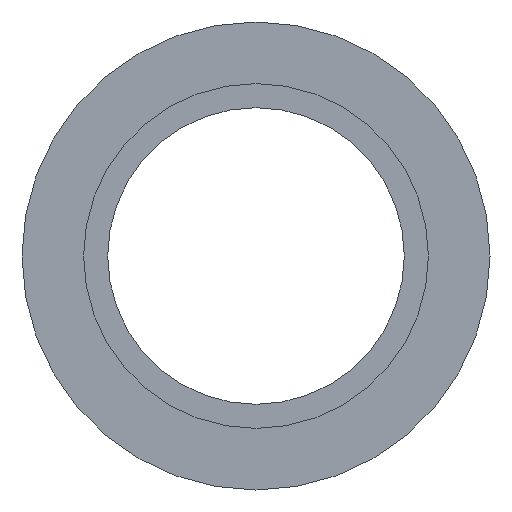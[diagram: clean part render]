
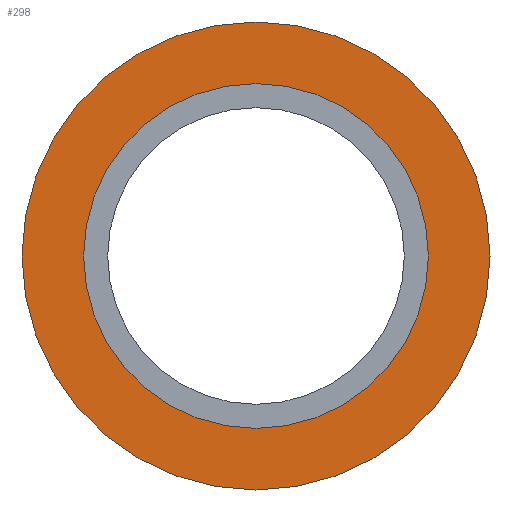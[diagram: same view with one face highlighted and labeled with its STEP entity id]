
A CAD part, left-side view. The second image highlights one B-rep face of the part: STEP entity #298.
In plain terms, the highlighted planar face has unit normal (-1, 0, 0).
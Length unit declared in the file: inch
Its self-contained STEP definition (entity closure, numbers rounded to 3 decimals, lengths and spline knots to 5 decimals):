
#25 = CARTESIAN_POINT ( 'NONE',  ( 0., 0., 1.378 ) ) ;
#28 = CIRCLE ( 'NONE', #240, 1.87 ) ;
#42 = CIRCLE ( 'NONE', #683, 1.378 ) ;
#55 = EDGE_LOOP ( 'NONE', ( #76, #307 ) ) ;
#76 = ORIENTED_EDGE ( 'NONE', *, *, #304, .T. ) ;
#106 = DIRECTION ( 'NONE',  ( 0., 0., 1. ) ) ;
#117 = CARTESIAN_POINT ( 'NONE',  ( 0., 0., 0. ) ) ;
#149 = FACE_BOUND ( 'NONE', #672, .T. ) ;
#176 = DIRECTION ( 'NONE',  ( -1., 0., 0. ) ) ;
#179 = CARTESIAN_POINT ( 'NONE',  ( 0., 0., 1.87 ) ) ;
#192 = CIRCLE ( 'NONE', #591, 1.87 ) ;
#233 = ORIENTED_EDGE ( 'NONE', *, *, #407, .F. ) ;
#238 = CARTESIAN_POINT ( 'NONE',  ( 0., 0., -1.87 ) ) ;
#240 = AXIS2_PLACEMENT_3D ( 'NONE', #536, #176, #106 ) ;
#243 = VERTEX_POINT ( 'NONE', #25 ) ;
#298 = ADVANCED_FACE ( 'NONE', ( #149, #415 ), #618, .F. ) ;
#304 = EDGE_CURVE ( 'NONE', #458, #592, #192, .T. ) ;
#305 = CIRCLE ( 'NONE', #622, 1.378 ) ;
#307 = ORIENTED_EDGE ( 'NONE', *, *, #326, .T. ) ;
#308 = DIRECTION ( 'NONE',  ( 0., 0., -1. ) ) ;
#326 = EDGE_CURVE ( 'NONE', #592, #458, #28, .T. ) ;
#339 = DIRECTION ( 'NONE',  ( -1., 0., 0. ) ) ;
#348 = CARTESIAN_POINT ( 'NONE',  ( 0., 0., 0. ) ) ;
#363 = CARTESIAN_POINT ( 'NONE',  ( 0., 1.378, 0. ) ) ;
#407 = EDGE_CURVE ( 'NONE', #243, #439, #305, .T. ) ;
#415 = FACE_OUTER_BOUND ( 'NONE', #55, .T. ) ;
#420 = AXIS2_PLACEMENT_3D ( 'NONE', #363, #569, #308 ) ;
#439 = VERTEX_POINT ( 'NONE', #485 ) ;
#458 = VERTEX_POINT ( 'NONE', #179 ) ;
#471 = DIRECTION ( 'NONE',  ( -1., 0., 0. ) ) ;
#481 = ORIENTED_EDGE ( 'NONE', *, *, #527, .F. ) ;
#485 = CARTESIAN_POINT ( 'NONE',  ( 0., 0., -1.378 ) ) ;
#500 = DIRECTION ( 'NONE',  ( -1., 0., 0. ) ) ;
#520 = CARTESIAN_POINT ( 'NONE',  ( 0., 0., 0. ) ) ;
#527 = EDGE_CURVE ( 'NONE', #439, #243, #42, .T. ) ;
#536 = CARTESIAN_POINT ( 'NONE',  ( 0., 0., 0. ) ) ;
#546 = DIRECTION ( 'NONE',  ( 0., 0., 1. ) ) ;
#569 = DIRECTION ( 'NONE',  ( 1., 0., 0. ) ) ;
#591 = AXIS2_PLACEMENT_3D ( 'NONE', #520, #471, #679 ) ;
#592 = VERTEX_POINT ( 'NONE', #238 ) ;
#596 = DIRECTION ( 'NONE',  ( 0., 0., 1. ) ) ;
#618 = PLANE ( 'NONE',  #420 ) ;
#622 = AXIS2_PLACEMENT_3D ( 'NONE', #117, #339, #546 ) ;
#672 = EDGE_LOOP ( 'NONE', ( #233, #481 ) ) ;
#679 = DIRECTION ( 'NONE',  ( 0., 0., 1. ) ) ;
#683 = AXIS2_PLACEMENT_3D ( 'NONE', #348, #500, #596 ) ;
